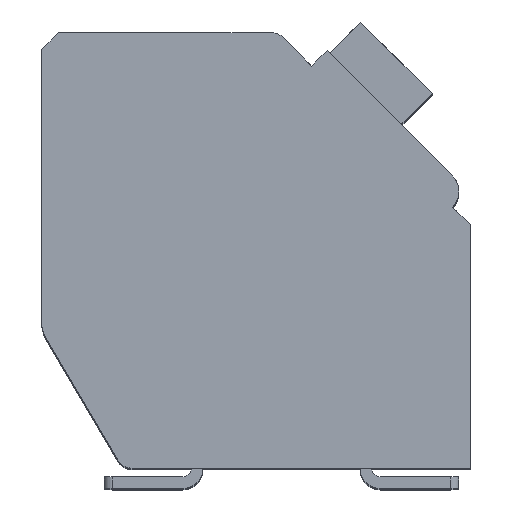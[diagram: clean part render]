
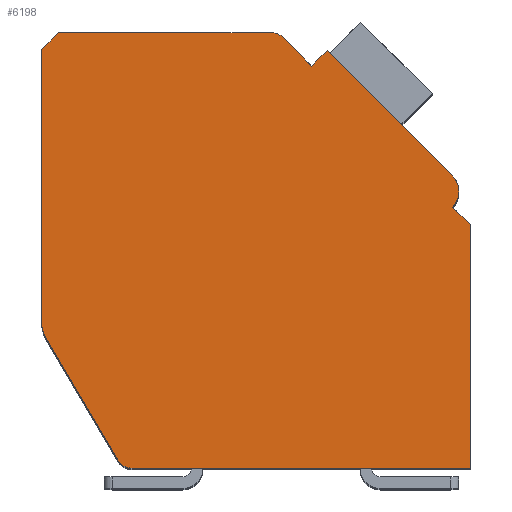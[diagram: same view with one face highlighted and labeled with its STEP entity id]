
A CAD part, top view. The second image highlights one B-rep face of the part: STEP entity #6198.
In plain terms, the highlighted planar face has unit normal (0, 0, 1).
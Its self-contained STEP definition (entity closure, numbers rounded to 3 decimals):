
#184=DIRECTION('',(0.,-1.,0.));
#185=VECTOR('',#184,8.053);
#186=CARTESIAN_POINT('',(-12.7,12.4,2.1));
#187=LINE('',#186,#185);
#188=DIRECTION('',(-0.707,-0.707,0.));
#189=VECTOR('',#188,0.707);
#190=CARTESIAN_POINT('',(-12.2,12.9,2.1));
#191=LINE('',#190,#189);
#192=DIRECTION('',(-1.,0.,0.));
#193=VECTOR('',#192,6.298);
#194=CARTESIAN_POINT('',(-5.902,12.9,2.1));
#195=LINE('',#194,#193);
#196=CARTESIAN_POINT('',(-5.902,12.4,2.1));
#197=DIRECTION('',(0.,0.,1.));
#198=DIRECTION('',(0.707,0.707,0.));
#199=AXIS2_PLACEMENT_3D('',#196,#197,#198);
#201=DIRECTION('',(-0.707,0.707,0.));
#202=VECTOR('',#201,1.197);
#203=CARTESIAN_POINT('',(-4.702,11.907,2.1));
#204=LINE('',#203,#202);
#205=DIRECTION('',(-0.707,-0.707,0.));
#206=VECTOR('',#205,0.65);
#207=CARTESIAN_POINT('',(-4.243,12.367,2.1));
#208=LINE('',#207,#206);
#209=DIRECTION('',(-0.707,0.707,0.));
#210=VECTOR('',#209,5.25);
#211=CARTESIAN_POINT('',(-0.53,8.655,2.1));
#212=LINE('',#211,#210);
#213=CARTESIAN_POINT('',(-0.99,8.195,2.1));
#214=DIRECTION('',(0.,0.,1.));
#215=DIRECTION('',(0.707,-0.707,0.));
#216=AXIS2_PLACEMENT_3D('',#213,#214,#215);
#218=DIRECTION('',(-0.707,0.707,0.));
#219=VECTOR('',#218,0.75);
#220=CARTESIAN_POINT('',(0.,7.205,2.1));
#221=LINE('',#220,#219);
#222=DIRECTION('',(0.,1.,0.));
#223=VECTOR('',#222,7.205);
#224=CARTESIAN_POINT('',(0.,0.,2.1));
#225=LINE('',#224,#223);
#226=DIRECTION('',(1.,0.,0.));
#227=VECTOR('',#226,10.014);
#228=CARTESIAN_POINT('',(-10.014,0.,2.1));
#229=LINE('',#228,#227);
#230=CARTESIAN_POINT('',(-10.014,0.5,2.1));
#231=DIRECTION('',(0.,0.,1.));
#232=DIRECTION('',(-0.862,-0.508,0.));
#233=AXIS2_PLACEMENT_3D('',#230,#231,#232);
#235=DIRECTION('',(0.508,-0.862,0.));
#236=VECTOR('',#235,4.17);
#237=CARTESIAN_POINT('',(-12.562,3.839,2.1));
#238=LINE('',#237,#236);
#239=CARTESIAN_POINT('',(-11.7,4.347,2.1));
#240=DIRECTION('',(0.,0.,1.));
#241=DIRECTION('',(-1.,0.,0.));
#242=AXIS2_PLACEMENT_3D('',#239,#240,#241);
#4629=CARTESIAN_POINT('',(-12.7,12.4,2.1));
#4630=CARTESIAN_POINT('',(-12.7,4.347,2.1));
#4631=VERTEX_POINT('',#4629);
#4632=VERTEX_POINT('',#4630);
#4633=CARTESIAN_POINT('',(-12.562,3.839,2.1));
#4634=VERTEX_POINT('',#4633);
#4635=CARTESIAN_POINT('',(-10.445,0.246,2.1));
#4636=VERTEX_POINT('',#4635);
#4637=CARTESIAN_POINT('',(-10.014,0.,2.1));
#4638=VERTEX_POINT('',#4637);
#4639=CARTESIAN_POINT('',(0.,0.,2.1));
#4640=VERTEX_POINT('',#4639);
#4641=CARTESIAN_POINT('',(0.,7.205,2.1));
#4642=VERTEX_POINT('',#4641);
#4643=CARTESIAN_POINT('',(-0.53,7.735,2.1));
#4644=VERTEX_POINT('',#4643);
#4645=CARTESIAN_POINT('',(-0.53,8.655,2.1));
#4646=VERTEX_POINT('',#4645);
#4647=CARTESIAN_POINT('',(-4.243,12.367,2.1));
#4648=VERTEX_POINT('',#4647);
#4649=CARTESIAN_POINT('',(-4.702,11.907,2.1));
#4650=VERTEX_POINT('',#4649);
#4651=CARTESIAN_POINT('',(-5.548,12.754,2.1));
#4652=VERTEX_POINT('',#4651);
#4653=CARTESIAN_POINT('',(-5.902,12.9,2.1));
#4654=VERTEX_POINT('',#4653);
#4655=CARTESIAN_POINT('',(-12.2,12.9,2.1));
#4656=VERTEX_POINT('',#4655);
#6165=CARTESIAN_POINT('',(0.,0.,2.1));
#6166=DIRECTION('',(0.,0.,1.));
#6167=DIRECTION('',(1.,0.,0.));
#6168=AXIS2_PLACEMENT_3D('',#6165,#6166,#6167);
#6169=PLANE('',#6168);
#6170=ORIENTED_EDGE('',*,*,#6033,.F.);
#6172=ORIENTED_EDGE('',*,*,#6171,.F.);
#6174=ORIENTED_EDGE('',*,*,#6173,.F.);
#6176=ORIENTED_EDGE('',*,*,#6175,.F.);
#6178=ORIENTED_EDGE('',*,*,#6177,.F.);
#6180=ORIENTED_EDGE('',*,*,#6179,.F.);
#6182=ORIENTED_EDGE('',*,*,#6181,.F.);
#6184=ORIENTED_EDGE('',*,*,#6183,.F.);
#6186=ORIENTED_EDGE('',*,*,#6185,.F.);
#6188=ORIENTED_EDGE('',*,*,#6187,.F.);
#6190=ORIENTED_EDGE('',*,*,#6189,.F.);
#6192=ORIENTED_EDGE('',*,*,#6191,.F.);
#6194=ORIENTED_EDGE('',*,*,#6193,.F.);
#6195=ORIENTED_EDGE('',*,*,#6098,.F.);
#6196=EDGE_LOOP('',(#6170,#6172,#6174,#6176,#6178,#6180,#6182,#6184,#6186,#6188,
#6190,#6192,#6194,#6195));
#6197=FACE_OUTER_BOUND('',#6196,.F.);
#200=CIRCLE('',#199,0.5);
#217=CIRCLE('',#216,0.65);
#234=CIRCLE('',#233,0.5);
#243=CIRCLE('',#242,1.);
#6033=EDGE_CURVE('',#4631,#4632,#187,.T.);
#6098=EDGE_CURVE('',#4632,#4634,#243,.T.);
#6171=EDGE_CURVE('',#4656,#4631,#191,.T.);
#6173=EDGE_CURVE('',#4654,#4656,#195,.T.);
#6175=EDGE_CURVE('',#4652,#4654,#200,.T.);
#6177=EDGE_CURVE('',#4650,#4652,#204,.T.);
#6179=EDGE_CURVE('',#4648,#4650,#208,.T.);
#6181=EDGE_CURVE('',#4646,#4648,#212,.T.);
#6183=EDGE_CURVE('',#4644,#4646,#217,.T.);
#6185=EDGE_CURVE('',#4642,#4644,#221,.T.);
#6187=EDGE_CURVE('',#4640,#4642,#225,.T.);
#6189=EDGE_CURVE('',#4638,#4640,#229,.T.);
#6191=EDGE_CURVE('',#4636,#4638,#234,.T.);
#6193=EDGE_CURVE('',#4634,#4636,#238,.T.);
#6198=ADVANCED_FACE('',(#6197),#6169,.T.);
